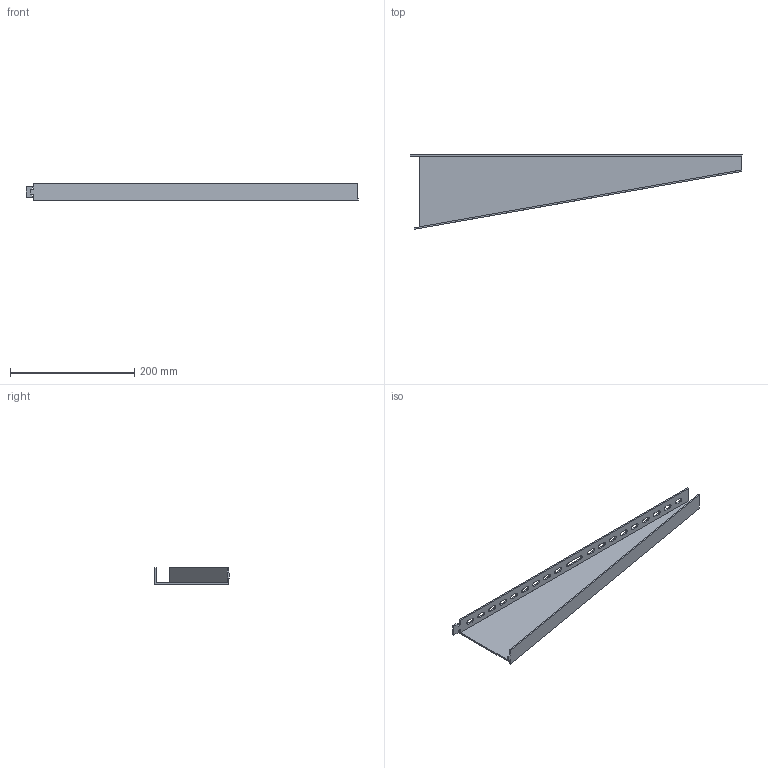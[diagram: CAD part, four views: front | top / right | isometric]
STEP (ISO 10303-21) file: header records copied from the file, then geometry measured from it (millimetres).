
FILE_DESCRIPTION (( 'STEP AP203' ), '1' );
FILE_NAME ('CLP1CL-500-1 Êðîíøòåéí çàìêîâûé îñí.500 ìì.STEP', '2016-03-15T12:59:23', ( '' ), ( '' ), 'SwSTEP 2.0', 'SolidWorks 2014', '' );
FILE_SCHEMA (( 'CONFIG_CONTROL_DESIGN' ));
Length unit declared in the file: millimetre
Products named in the file (1): CLP1CL-500-1 Êðîíøòåéí çàìêîâûé îñí.500 ìì
Bounding box: 535 x 120.08 x 27 mm (x, y, z)
Volume: 154904.9 mm3; surface area: 129213.5 mm2
Topology: 1 solids, 1 shells, 105 faces, 306 edges, 203 vertices
Faces by surface type: plane 66, cylinder 39
Entity records: 3628 total; most frequent: CARTESIAN_POINT 618, ORIENTED_EDGE 612, DIRECTION 595, EDGE_CURVE 306, VECTOR 227, LINE 227, VERTEX_POINT 203, AXIS2_PLACEMENT_3D 184
